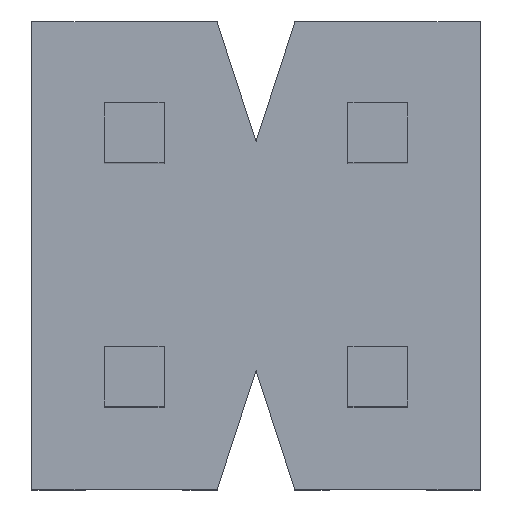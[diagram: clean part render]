
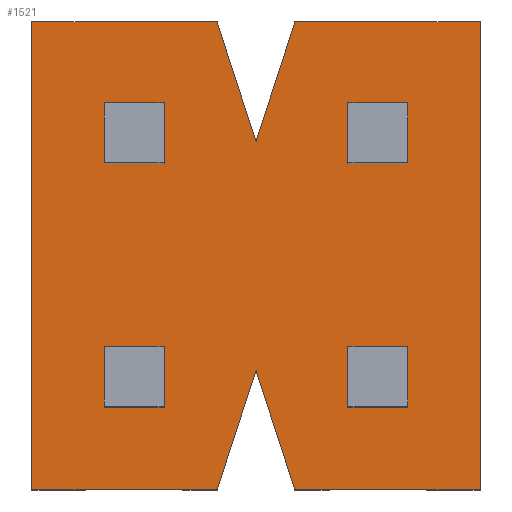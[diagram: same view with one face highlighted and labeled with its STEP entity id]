
A CAD part, top view. The second image highlights one B-rep face of the part: STEP entity #1521.
In plain terms, the highlighted planar face has unit normal (0, 0, 1).
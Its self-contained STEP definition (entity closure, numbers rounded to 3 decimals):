
#138=DIRECTION('',(0.,-1.,0.));
#139=VECTOR('',#138,4.877);
#140=CARTESIAN_POINT('',(-2.337,2.438,0.));
#141=LINE('',#140,#139);
#394=DIRECTION('',(1.,0.,0.));
#395=VECTOR('',#394,1.932);
#396=CARTESIAN_POINT('',(-2.337,-2.438,0.));
#397=LINE('',#396,#395);
#418=DIRECTION('',(1.,0.,0.));
#419=VECTOR('',#418,1.932);
#420=CARTESIAN_POINT('',(0.404,-2.438,0.));
#421=LINE('',#420,#419);
#426=DIRECTION('',(0.309,0.951,0.));
#427=VECTOR('',#426,1.309);
#428=CARTESIAN_POINT('',(0.,1.194,0.));
#429=LINE('',#428,#427);
#430=DIRECTION('',(1.,0.,0.));
#431=VECTOR('',#430,1.932);
#432=CARTESIAN_POINT('',(0.404,2.438,0.));
#433=LINE('',#432,#431);
#434=DIRECTION('',(-0.309,0.951,0.));
#435=VECTOR('',#434,1.309);
#436=CARTESIAN_POINT('',(0.404,-2.438,0.));
#437=LINE('',#436,#435);
#438=DIRECTION('',(-0.309,-0.951,0.));
#439=VECTOR('',#438,1.309);
#440=CARTESIAN_POINT('',(0.,-1.194,0.));
#441=LINE('',#440,#439);
#442=DIRECTION('',(1.,0.,0.));
#443=VECTOR('',#442,1.932);
#444=CARTESIAN_POINT('',(-2.337,2.438,0.));
#445=LINE('',#444,#443);
#446=DIRECTION('',(0.309,-0.951,0.));
#447=VECTOR('',#446,1.309);
#448=CARTESIAN_POINT('',(-0.404,2.438,0.));
#449=LINE('',#448,#447);
#450=DIRECTION('',(0.,-1.,0.));
#451=VECTOR('',#450,0.622);
#452=CARTESIAN_POINT('',(-1.581,1.581,0.));
#453=LINE('',#452,#451);
#454=DIRECTION('',(1.,0.,0.));
#455=VECTOR('',#454,0.622);
#456=CARTESIAN_POINT('',(-1.581,0.959,0.));
#457=LINE('',#456,#455);
#458=DIRECTION('',(0.,1.,0.));
#459=VECTOR('',#458,0.622);
#460=CARTESIAN_POINT('',(-0.959,0.959,0.));
#461=LINE('',#460,#459);
#462=DIRECTION('',(-1.,0.,0.));
#463=VECTOR('',#462,0.622);
#464=CARTESIAN_POINT('',(-0.959,1.581,0.));
#465=LINE('',#464,#463);
#466=DIRECTION('',(1.,0.,0.));
#467=VECTOR('',#466,0.622);
#468=CARTESIAN_POINT('',(-1.581,-1.581,0.));
#469=LINE('',#468,#467);
#470=DIRECTION('',(0.,1.,0.));
#471=VECTOR('',#470,0.622);
#472=CARTESIAN_POINT('',(-0.959,-1.581,0.));
#473=LINE('',#472,#471);
#474=DIRECTION('',(-1.,0.,0.));
#475=VECTOR('',#474,0.622);
#476=CARTESIAN_POINT('',(-0.959,-0.959,0.));
#477=LINE('',#476,#475);
#478=DIRECTION('',(0.,-1.,0.));
#479=VECTOR('',#478,0.622);
#480=CARTESIAN_POINT('',(-1.581,-0.959,0.));
#481=LINE('',#480,#479);
#482=DIRECTION('',(0.,-1.,0.));
#483=VECTOR('',#482,0.622);
#484=CARTESIAN_POINT('',(0.959,1.581,0.));
#485=LINE('',#484,#483);
#486=DIRECTION('',(1.,0.,0.));
#487=VECTOR('',#486,0.622);
#488=CARTESIAN_POINT('',(0.959,0.959,0.));
#489=LINE('',#488,#487);
#490=DIRECTION('',(0.,1.,0.));
#491=VECTOR('',#490,0.622);
#492=CARTESIAN_POINT('',(1.581,0.959,0.));
#493=LINE('',#492,#491);
#494=DIRECTION('',(-1.,0.,0.));
#495=VECTOR('',#494,0.622);
#496=CARTESIAN_POINT('',(1.581,1.581,0.));
#497=LINE('',#496,#495);
#498=DIRECTION('',(1.,0.,0.));
#499=VECTOR('',#498,0.622);
#500=CARTESIAN_POINT('',(0.959,-1.581,0.));
#501=LINE('',#500,#499);
#502=DIRECTION('',(0.,1.,0.));
#503=VECTOR('',#502,0.622);
#504=CARTESIAN_POINT('',(1.581,-1.581,0.));
#505=LINE('',#504,#503);
#506=DIRECTION('',(-1.,0.,0.));
#507=VECTOR('',#506,0.622);
#508=CARTESIAN_POINT('',(1.581,-0.959,0.));
#509=LINE('',#508,#507);
#510=DIRECTION('',(0.,-1.,0.));
#511=VECTOR('',#510,0.622);
#512=CARTESIAN_POINT('',(0.959,-0.959,0.));
#513=LINE('',#512,#511);
#530=DIRECTION('',(0.,-1.,0.));
#531=VECTOR('',#530,4.877);
#532=CARTESIAN_POINT('',(2.337,2.438,0.));
#533=LINE('',#532,#531);
#960=CARTESIAN_POINT('',(-1.581,1.581,0.));
#961=VERTEX_POINT('',#960);
#964=CARTESIAN_POINT('',(-1.581,0.959,0.));
#965=VERTEX_POINT('',#964);
#968=CARTESIAN_POINT('',(-0.959,0.959,0.));
#969=VERTEX_POINT('',#968);
#972=CARTESIAN_POINT('',(-0.959,1.581,0.));
#973=VERTEX_POINT('',#972);
#976=CARTESIAN_POINT('',(-1.581,-1.581,0.));
#977=VERTEX_POINT('',#976);
#980=CARTESIAN_POINT('',(-0.959,-1.581,0.));
#981=VERTEX_POINT('',#980);
#984=CARTESIAN_POINT('',(-0.959,-0.959,0.));
#985=VERTEX_POINT('',#984);
#988=CARTESIAN_POINT('',(-1.581,-0.959,0.));
#989=VERTEX_POINT('',#988);
#991=CARTESIAN_POINT('',(-2.337,2.438,0.));
#993=VERTEX_POINT('',#991);
#994=CARTESIAN_POINT('',(-2.337,-2.438,0.));
#995=VERTEX_POINT('',#994);
#999=CARTESIAN_POINT('',(2.337,2.438,0.));
#1001=VERTEX_POINT('',#999);
#1002=CARTESIAN_POINT('',(2.337,-2.438,0.));
#1003=VERTEX_POINT('',#1002);
#1007=CARTESIAN_POINT('',(0.404,2.438,0.));
#1009=VERTEX_POINT('',#1007);
#1010=CARTESIAN_POINT('',(0.,1.194,0.));
#1011=VERTEX_POINT('',#1010);
#1014=CARTESIAN_POINT('',(-0.404,2.438,0.));
#1015=VERTEX_POINT('',#1014);
#1016=CARTESIAN_POINT('',(-0.404,-2.438,0.));
#1017=VERTEX_POINT('',#1016);
#1018=CARTESIAN_POINT('',(0.404,-2.438,0.));
#1019=VERTEX_POINT('',#1018);
#1022=CARTESIAN_POINT('',(0.,-1.194,0.));
#1023=VERTEX_POINT('',#1022);
#1152=CARTESIAN_POINT('',(0.959,1.581,0.));
#1153=VERTEX_POINT('',#1152);
#1156=CARTESIAN_POINT('',(0.959,0.959,0.));
#1157=VERTEX_POINT('',#1156);
#1160=CARTESIAN_POINT('',(1.581,0.959,0.));
#1161=VERTEX_POINT('',#1160);
#1164=CARTESIAN_POINT('',(1.581,1.581,0.));
#1165=VERTEX_POINT('',#1164);
#1168=CARTESIAN_POINT('',(0.959,-1.581,0.));
#1169=VERTEX_POINT('',#1168);
#1172=CARTESIAN_POINT('',(1.581,-1.581,0.));
#1173=VERTEX_POINT('',#1172);
#1176=CARTESIAN_POINT('',(1.581,-0.959,0.));
#1177=VERTEX_POINT('',#1176);
#1180=CARTESIAN_POINT('',(0.959,-0.959,0.));
#1181=VERTEX_POINT('',#1180);
#1459=CARTESIAN_POINT('',(-2.337,2.438,0.));
#1460=DIRECTION('',(0.,0.,1.));
#1461=DIRECTION('',(0.,-1.,0.));
#1462=AXIS2_PLACEMENT_3D('',#1459,#1460,#1461);
#1463=PLANE('',#1462);
#1465=ORIENTED_EDGE('',*,*,#1464,.T.);
#1466=ORIENTED_EDGE('',*,*,#1242,.T.);
#1468=ORIENTED_EDGE('',*,*,#1467,.T.);
#1469=ORIENTED_EDGE('',*,*,#1449,.F.);
#1471=ORIENTED_EDGE('',*,*,#1470,.T.);
#1473=ORIENTED_EDGE('',*,*,#1472,.T.);
#1474=ORIENTED_EDGE('',*,*,#1427,.F.);
#1475=ORIENTED_EDGE('',*,*,#1197,.F.);
#1476=ORIENTED_EDGE('',*,*,#1219,.T.);
#1478=ORIENTED_EDGE('',*,*,#1477,.T.);
#1479=EDGE_LOOP('',(#1465,#1466,#1468,#1469,#1471,#1473,#1474,#1475,#1476,
#1478));
#1480=FACE_OUTER_BOUND('',#1479,.F.);
#1482=ORIENTED_EDGE('',*,*,#1481,.T.);
#1484=ORIENTED_EDGE('',*,*,#1483,.T.);
#1486=ORIENTED_EDGE('',*,*,#1485,.T.);
#1488=ORIENTED_EDGE('',*,*,#1487,.T.);
#1489=EDGE_LOOP('',(#1482,#1484,#1486,#1488));
#1490=FACE_BOUND('',#1489,.F.);
#1492=ORIENTED_EDGE('',*,*,#1491,.T.);
#1494=ORIENTED_EDGE('',*,*,#1493,.T.);
#1496=ORIENTED_EDGE('',*,*,#1495,.T.);
#1498=ORIENTED_EDGE('',*,*,#1497,.T.);
#1499=EDGE_LOOP('',(#1492,#1494,#1496,#1498));
#1500=FACE_BOUND('',#1499,.F.);
#1502=ORIENTED_EDGE('',*,*,#1501,.T.);
#1504=ORIENTED_EDGE('',*,*,#1503,.T.);
#1506=ORIENTED_EDGE('',*,*,#1505,.T.);
#1508=ORIENTED_EDGE('',*,*,#1507,.T.);
#1509=EDGE_LOOP('',(#1502,#1504,#1506,#1508));
#1510=FACE_BOUND('',#1509,.F.);
#1512=ORIENTED_EDGE('',*,*,#1511,.T.);
#1514=ORIENTED_EDGE('',*,*,#1513,.T.);
#1516=ORIENTED_EDGE('',*,*,#1515,.T.);
#1518=ORIENTED_EDGE('',*,*,#1517,.T.);
#1519=EDGE_LOOP('',(#1512,#1514,#1516,#1518));
#1520=FACE_BOUND('',#1519,.F.);
#1197=EDGE_CURVE('',#993,#995,#141,.T.);
#1219=EDGE_CURVE('',#993,#1015,#445,.T.);
#1242=EDGE_CURVE('',#1009,#1001,#433,.T.);
#1427=EDGE_CURVE('',#995,#1017,#397,.T.);
#1449=EDGE_CURVE('',#1019,#1003,#421,.T.);
#1464=EDGE_CURVE('',#1011,#1009,#429,.T.);
#1467=EDGE_CURVE('',#1001,#1003,#533,.T.);
#1470=EDGE_CURVE('',#1019,#1023,#437,.T.);
#1472=EDGE_CURVE('',#1023,#1017,#441,.T.);
#1477=EDGE_CURVE('',#1015,#1011,#449,.T.);
#1481=EDGE_CURVE('',#961,#965,#453,.T.);
#1483=EDGE_CURVE('',#965,#969,#457,.T.);
#1485=EDGE_CURVE('',#969,#973,#461,.T.);
#1487=EDGE_CURVE('',#973,#961,#465,.T.);
#1491=EDGE_CURVE('',#977,#981,#469,.T.);
#1493=EDGE_CURVE('',#981,#985,#473,.T.);
#1495=EDGE_CURVE('',#985,#989,#477,.T.);
#1497=EDGE_CURVE('',#989,#977,#481,.T.);
#1501=EDGE_CURVE('',#1153,#1157,#485,.T.);
#1503=EDGE_CURVE('',#1157,#1161,#489,.T.);
#1505=EDGE_CURVE('',#1161,#1165,#493,.T.);
#1507=EDGE_CURVE('',#1165,#1153,#497,.T.);
#1511=EDGE_CURVE('',#1169,#1173,#501,.T.);
#1513=EDGE_CURVE('',#1173,#1177,#505,.T.);
#1515=EDGE_CURVE('',#1177,#1181,#509,.T.);
#1517=EDGE_CURVE('',#1181,#1169,#513,.T.);
#1521=ADVANCED_FACE('',(#1480,#1490,#1500,#1510,#1520),#1463,.T.);
